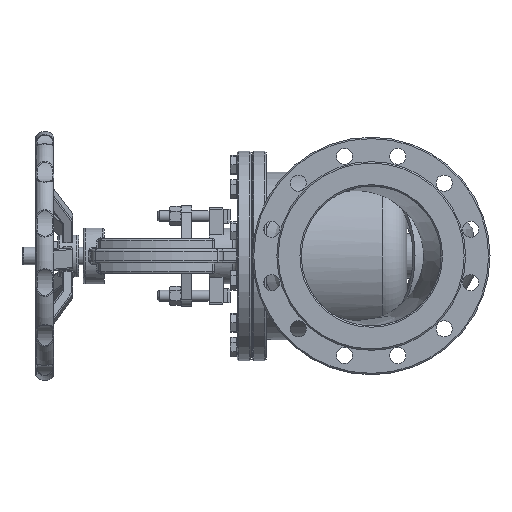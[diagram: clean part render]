
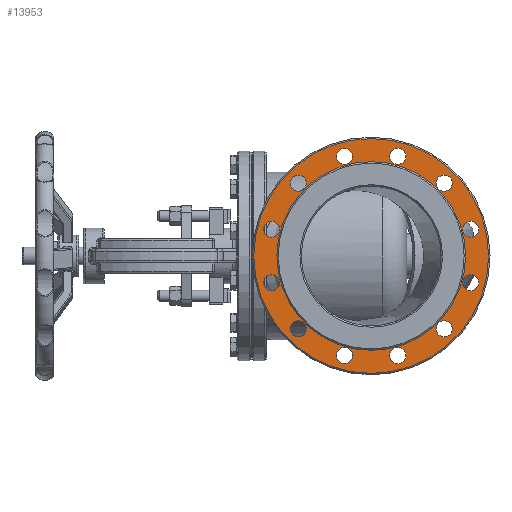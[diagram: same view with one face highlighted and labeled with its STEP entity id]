
A CAD part, left-side view. The second image highlights one B-rep face of the part: STEP entity #13953.
In plain terms, the highlighted planar face has unit normal (-1, 0, 0).
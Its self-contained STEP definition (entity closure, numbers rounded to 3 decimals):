
#509=FACE_BOUND('',#3665,.T.);
#510=FACE_BOUND('',#3666,.T.);
#511=FACE_BOUND('',#3667,.T.);
#512=FACE_BOUND('',#3668,.T.);
#513=FACE_BOUND('',#3669,.T.);
#514=FACE_BOUND('',#3670,.T.);
#515=FACE_BOUND('',#3671,.T.);
#516=FACE_BOUND('',#3672,.T.);
#517=FACE_BOUND('',#3673,.T.);
#518=FACE_BOUND('',#3674,.T.);
#519=FACE_BOUND('',#3675,.T.);
#520=FACE_BOUND('',#3676,.T.);
#521=FACE_BOUND('',#3677,.T.);
#666=PLANE('',#15237);
#2713=FACE_OUTER_BOUND('',#3664,.T.);
#3664=EDGE_LOOP('',(#10680));
#3665=EDGE_LOOP('',(#10681));
#3666=EDGE_LOOP('',(#10682));
#3667=EDGE_LOOP('',(#10683));
#3668=EDGE_LOOP('',(#10684));
#3669=EDGE_LOOP('',(#10685));
#3670=EDGE_LOOP('',(#10686));
#3671=EDGE_LOOP('',(#10687));
#3672=EDGE_LOOP('',(#10688));
#3673=EDGE_LOOP('',(#10689));
#3674=EDGE_LOOP('',(#10690));
#3675=EDGE_LOOP('',(#10691));
#3676=EDGE_LOOP('',(#10692));
#3677=EDGE_LOOP('',(#10693));
#4536=CIRCLE('',#15236,168.);
#4537=CIRCLE('',#15238,135.);
#4538=CIRCLE('',#15239,11.5);
#4539=CIRCLE('',#15240,11.5);
#4540=CIRCLE('',#15241,11.5);
#4541=CIRCLE('',#15242,11.5);
#4542=CIRCLE('',#15243,11.5);
#4543=CIRCLE('',#15244,11.5);
#4544=CIRCLE('',#15245,11.5);
#4545=CIRCLE('',#15246,11.5);
#4546=CIRCLE('',#15247,11.5);
#4547=CIRCLE('',#15248,11.5);
#4548=CIRCLE('',#15249,11.5);
#4549=CIRCLE('',#15250,11.5);
#6100=VERTEX_POINT('',#28012);
#6101=VERTEX_POINT('',#28016);
#6102=VERTEX_POINT('',#28018);
#6103=VERTEX_POINT('',#28020);
#6104=VERTEX_POINT('',#28022);
#6105=VERTEX_POINT('',#28024);
#6106=VERTEX_POINT('',#28026);
#6107=VERTEX_POINT('',#28028);
#6108=VERTEX_POINT('',#28030);
#6109=VERTEX_POINT('',#28032);
#6110=VERTEX_POINT('',#28034);
#6111=VERTEX_POINT('',#28036);
#6112=VERTEX_POINT('',#28038);
#6113=VERTEX_POINT('',#28040);
#7664=EDGE_CURVE('',#6100,#6100,#4536,.T.);
#7665=EDGE_CURVE('',#6101,#6101,#4537,.T.);
#7666=EDGE_CURVE('',#6102,#6102,#4538,.T.);
#7667=EDGE_CURVE('',#6103,#6103,#4539,.T.);
#7668=EDGE_CURVE('',#6104,#6104,#4540,.T.);
#7669=EDGE_CURVE('',#6105,#6105,#4541,.T.);
#7670=EDGE_CURVE('',#6106,#6106,#4542,.T.);
#7671=EDGE_CURVE('',#6107,#6107,#4543,.T.);
#7672=EDGE_CURVE('',#6108,#6108,#4544,.T.);
#7673=EDGE_CURVE('',#6109,#6109,#4545,.T.);
#7674=EDGE_CURVE('',#6110,#6110,#4546,.T.);
#7675=EDGE_CURVE('',#6111,#6111,#4547,.T.);
#7676=EDGE_CURVE('',#6112,#6112,#4548,.T.);
#7677=EDGE_CURVE('',#6113,#6113,#4549,.T.);
#10680=ORIENTED_EDGE('',*,*,#7664,.F.);
#10681=ORIENTED_EDGE('',*,*,#7665,.F.);
#10682=ORIENTED_EDGE('',*,*,#7666,.F.);
#10683=ORIENTED_EDGE('',*,*,#7667,.F.);
#10684=ORIENTED_EDGE('',*,*,#7668,.F.);
#10685=ORIENTED_EDGE('',*,*,#7669,.F.);
#10686=ORIENTED_EDGE('',*,*,#7670,.F.);
#10687=ORIENTED_EDGE('',*,*,#7671,.F.);
#10688=ORIENTED_EDGE('',*,*,#7672,.F.);
#10689=ORIENTED_EDGE('',*,*,#7673,.F.);
#10690=ORIENTED_EDGE('',*,*,#7674,.F.);
#10691=ORIENTED_EDGE('',*,*,#7675,.F.);
#10692=ORIENTED_EDGE('',*,*,#7676,.F.);
#10693=ORIENTED_EDGE('',*,*,#7677,.F.);
#13953=ADVANCED_FACE('',(#2713,#509,#510,#511,#512,#513,#514,#515,#516,
#517,#518,#519,#520,#521),#666,.F.);
#15236=AXIS2_PLACEMENT_3D('',#28014,#18091,#18092);
#15237=AXIS2_PLACEMENT_3D('',#28015,#18093,#18094);
#15238=AXIS2_PLACEMENT_3D('',#28017,#18095,#18096);
#15239=AXIS2_PLACEMENT_3D('',#28019,#18097,#18098);
#15240=AXIS2_PLACEMENT_3D('',#28021,#18099,#18100);
#15241=AXIS2_PLACEMENT_3D('',#28023,#18101,#18102);
#15242=AXIS2_PLACEMENT_3D('',#28025,#18103,#18104);
#15243=AXIS2_PLACEMENT_3D('',#28027,#18105,#18106);
#15244=AXIS2_PLACEMENT_3D('',#28029,#18107,#18108);
#15245=AXIS2_PLACEMENT_3D('',#28031,#18109,#18110);
#15246=AXIS2_PLACEMENT_3D('',#28033,#18111,#18112);
#15247=AXIS2_PLACEMENT_3D('',#28035,#18113,#18114);
#15248=AXIS2_PLACEMENT_3D('',#28037,#18115,#18116);
#15249=AXIS2_PLACEMENT_3D('',#28039,#18117,#18118);
#15250=AXIS2_PLACEMENT_3D('',#28041,#18119,#18120);
#18091=DIRECTION('center_axis',(1.,0.,0.));
#18092=DIRECTION('ref_axis',(0.,0.,1.));
#18093=DIRECTION('center_axis',(1.,0.,0.));
#18094=DIRECTION('ref_axis',(0.,0.,-1.));
#18095=DIRECTION('center_axis',(-1.,0.,0.));
#18096=DIRECTION('ref_axis',(0.,-1.,0.));
#18097=DIRECTION('center_axis',(-1.,0.,0.));
#18098=DIRECTION('ref_axis',(0.,0.,1.));
#18099=DIRECTION('center_axis',(-1.,0.,0.));
#18100=DIRECTION('ref_axis',(0.,0.,1.));
#18101=DIRECTION('center_axis',(-1.,0.,0.));
#18102=DIRECTION('ref_axis',(0.,0.,1.));
#18103=DIRECTION('center_axis',(-1.,0.,0.));
#18104=DIRECTION('ref_axis',(0.,0.,1.));
#18105=DIRECTION('center_axis',(-1.,0.,0.));
#18106=DIRECTION('ref_axis',(0.,0.,1.));
#18107=DIRECTION('center_axis',(-1.,0.,0.));
#18108=DIRECTION('ref_axis',(0.,0.,1.));
#18109=DIRECTION('center_axis',(-1.,0.,0.));
#18110=DIRECTION('ref_axis',(0.,0.,1.));
#18111=DIRECTION('center_axis',(-1.,0.,0.));
#18112=DIRECTION('ref_axis',(0.,0.,1.));
#18113=DIRECTION('center_axis',(-1.,0.,0.));
#18114=DIRECTION('ref_axis',(0.,0.,1.));
#18115=DIRECTION('center_axis',(-1.,0.,0.));
#18116=DIRECTION('ref_axis',(0.,0.,1.));
#18117=DIRECTION('center_axis',(-1.,0.,0.));
#18118=DIRECTION('ref_axis',(0.,0.,1.));
#18119=DIRECTION('center_axis',(-1.,0.,0.));
#18120=DIRECTION('ref_axis',(0.,0.,1.));
#28012=CARTESIAN_POINT('',(2.,0.,-168.));
#28014=CARTESIAN_POINT('Origin',(2.,0.,0.));
#28015=CARTESIAN_POINT('Origin',(2.,0.,0.));
#28016=CARTESIAN_POINT('',(2.,135.,0.));
#28017=CARTESIAN_POINT('Origin',(2.,0.,0.));
#28018=CARTESIAN_POINT('',(2.,-104.298,-115.798));
#28019=CARTESIAN_POINT('Origin',(2.,-104.298,-104.298));
#28020=CARTESIAN_POINT('',(2.,-142.474,-49.676));
#28021=CARTESIAN_POINT('Origin',(2.,-142.474,-38.176));
#28022=CARTESIAN_POINT('',(2.,-142.474,26.676));
#28023=CARTESIAN_POINT('Origin',(2.,-142.474,38.176));
#28024=CARTESIAN_POINT('',(2.,-104.298,92.798));
#28025=CARTESIAN_POINT('Origin',(2.,-104.298,104.298));
#28026=CARTESIAN_POINT('',(2.,-38.176,130.974));
#28027=CARTESIAN_POINT('Origin',(2.,-38.176,142.474));
#28028=CARTESIAN_POINT('',(2.,38.176,130.974));
#28029=CARTESIAN_POINT('Origin',(2.,38.176,142.474));
#28030=CARTESIAN_POINT('',(2.,104.298,92.798));
#28031=CARTESIAN_POINT('Origin',(2.,104.298,104.298));
#28032=CARTESIAN_POINT('',(2.,142.474,26.676));
#28033=CARTESIAN_POINT('Origin',(2.,142.474,38.176));
#28034=CARTESIAN_POINT('',(2.,142.474,-49.676));
#28035=CARTESIAN_POINT('Origin',(2.,142.474,-38.176));
#28036=CARTESIAN_POINT('',(2.,104.298,-115.798));
#28037=CARTESIAN_POINT('Origin',(2.,104.298,-104.298));
#28038=CARTESIAN_POINT('',(2.,38.176,-153.974));
#28039=CARTESIAN_POINT('Origin',(2.,38.176,-142.474));
#28040=CARTESIAN_POINT('',(2.,-38.176,-153.974));
#28041=CARTESIAN_POINT('Origin',(2.,-38.176,-142.474));
